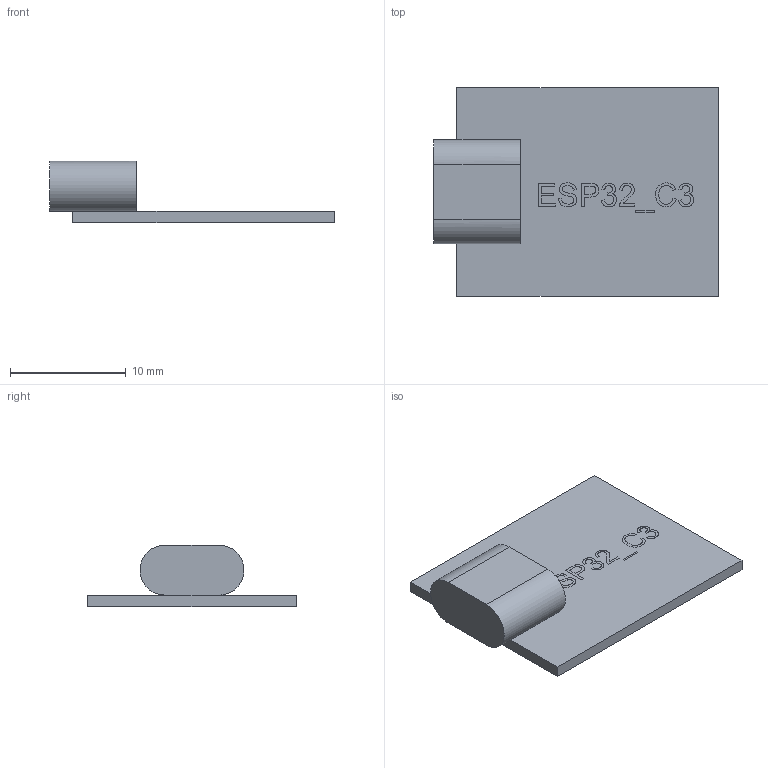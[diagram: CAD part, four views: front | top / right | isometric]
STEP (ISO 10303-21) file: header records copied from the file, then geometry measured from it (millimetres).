
FILE_DESCRIPTION(/* description */ (''),/* implementation_level */ '2;1');
FILE_NAME(/* name */ 'ESP32_C3',/* time_stamp */ '2026-02-08T23:29:24+01:00',/* author */ (''),/* organization */ (''),/* preprocessor_version */ 'ST-DEVELOPER v16.5',/* originating_system */ '',/* authorisation */ '');
FILE_SCHEMA (('AUTOMOTIVE_DESIGN'));
Length unit declared in the file: millimetre
Products named in the file (1): Document
Bounding box: 24.6 x 18 x 5.3 mm (x, y, z)
Volume: 672.1 mm3; surface area: 1190.1 mm2
Topology: 10 solids, 10 shells, 86 faces, 198 edges, 132 vertices
Faces by surface type: bspline 86
Entity records: 6004 total; most frequent: CARTESIAN_POINT 3232, B_SPLINE_CURVE_WITH_KNOTS 585, ORIENTED_EDGE 396, PCURVE 396, DEFINITIONAL_REPRESENTATION 396, SURFACE_CURVE 198, EDGE_CURVE 198, VERTEX_POINT 132
